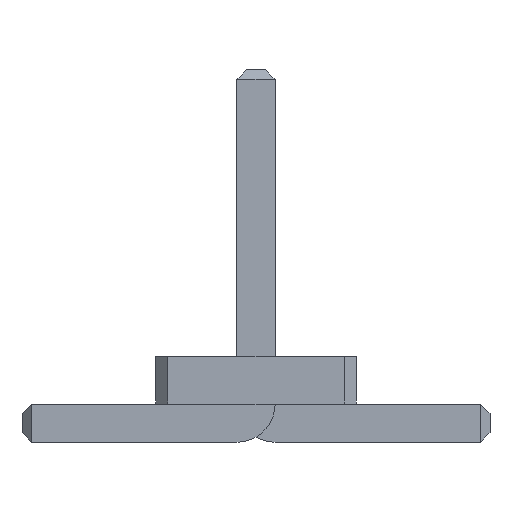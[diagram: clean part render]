
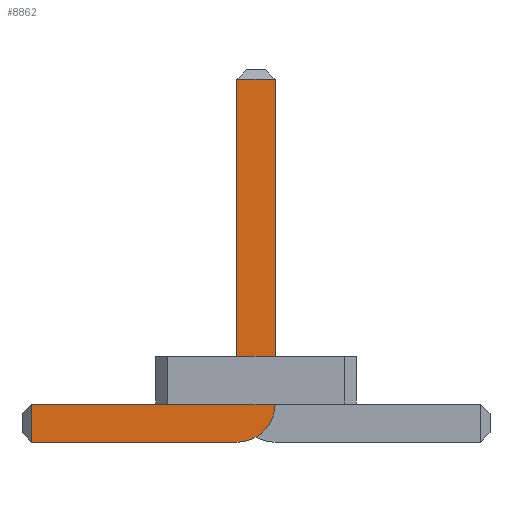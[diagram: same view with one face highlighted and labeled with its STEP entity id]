
A CAD part, front view. The second image highlights one B-rep face of the part: STEP entity #8862.
In plain terms, the highlighted planar face has unit normal (0, -1, 0).
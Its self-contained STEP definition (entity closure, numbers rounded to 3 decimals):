
#56=DIRECTION('',(0.,-1.,0.));
#67=DIRECTION('',(1.,0.,0.));
#1865=VECTOR('',#67,1.);
#1918=DIRECTION('',(-1.,0.,0.));
#3955=VECTOR('',#1918,1.);
#3964=DIRECTION('',(0.,0.,-1.));
#3983=VECTOR('',#3964,1.);
#8693=VECTOR('',#8694,1.);
#8694=DIRECTION('',(0.,0.,1.));
#8716=DIRECTION('',(-0.,-1.,-0.));
#8723=VERTEX_POINT('',#8724);
#8724=CARTESIAN_POINT('',(-2.35,-19.885,0.));
#8727=ORIENTED_EDGE('',*,*,#8728,.T.);
#8728=EDGE_CURVE('',#8723,#8729,#8731,.T.);
#8729=VERTEX_POINT('',#8730);
#8730=CARTESIAN_POINT('',(-0.2,-19.885,0.));
#8731=LINE('',#8732,#1865);
#8732=CARTESIAN_POINT('',(-2.45,-19.885,0.));
#8764=VERTEX_POINT('',#8765);
#8765=CARTESIAN_POINT('',(0.2,-19.885,0.4));
#8768=EDGE_CURVE('',#8729,#8764,#8769,.T.);
#8769=CIRCLE('',#8770,0.4);
#8770=AXIS2_PLACEMENT_3D('',#8771,#56,#3964);
#8771=CARTESIAN_POINT('',(-0.2,-19.885,0.4));
#8779=VERTEX_POINT('',#8771);
#8781=ORIENTED_EDGE('',*,*,#8782,.T.);
#8782=EDGE_CURVE('',#8779,#8783,#8785,.T.);
#8783=VERTEX_POINT('',#8784);
#8784=CARTESIAN_POINT('',(-2.35,-19.885,0.4));
#8785=LINE('',#8771,#3955);
#8795=ORIENTED_EDGE('',*,*,#8796,.T.);
#8796=EDGE_CURVE('',#8764,#8797,#8799,.T.);
#8797=VERTEX_POINT('',#8798);
#8798=CARTESIAN_POINT('',(0.2,-19.885,3.8));
#8799=LINE('',#8800,#8693);
#8800=CARTESIAN_POINT('',(0.2,-19.885,0.));
#8813=VERTEX_POINT('',#8814);
#8814=CARTESIAN_POINT('',(-0.2,-19.885,3.8));
#8816=ORIENTED_EDGE('',*,*,#8817,.T.);
#8817=EDGE_CURVE('',#8813,#8779,#8818,.T.);
#8818=LINE('',#8819,#3983);
#8819=CARTESIAN_POINT('',(-0.2,-19.885,3.9));
#8862=ADVANCED_FACE('',(#8863),#8872,.T.);
#8863=FACE_BOUND('',#8864,.T.);
#8864=EDGE_LOOP('',(#8727,#8865,#8795,#8866,#8816,#8781,#8869));
#8865=ORIENTED_EDGE('',*,*,#8768,.T.);
#8866=ORIENTED_EDGE('',*,*,#8867,.T.);
#8867=EDGE_CURVE('',#8797,#8813,#8868,.T.);
#8868=LINE('',#8798,#3955);
#8869=ORIENTED_EDGE('',*,*,#8870,.T.);
#8870=EDGE_CURVE('',#8783,#8723,#8871,.T.);
#8871=LINE('',#8784,#3983);
#8872=PLANE('',#8873);
#8873=AXIS2_PLACEMENT_3D('',#8874,#8716,#3964);
#8874=CARTESIAN_POINT('',(-0.524,-19.885,1.349));
